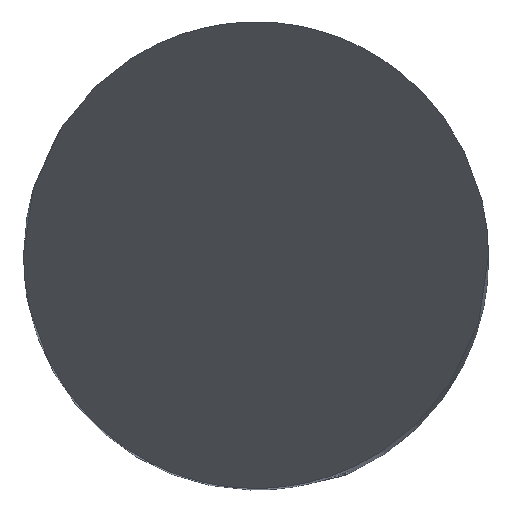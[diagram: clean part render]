
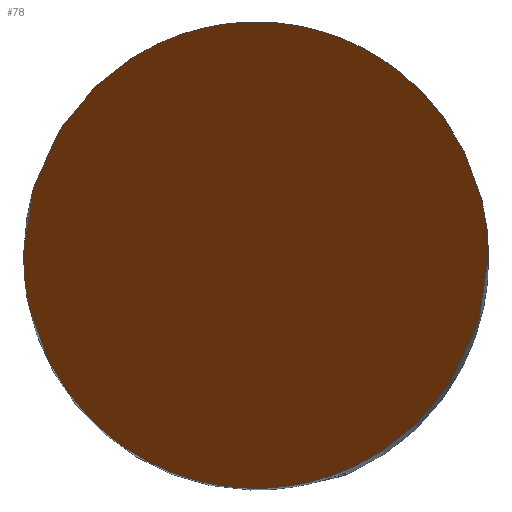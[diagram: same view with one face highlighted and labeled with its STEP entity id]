
A CAD part, top view. The second image highlights one B-rep face of the part: STEP entity #78.
In plain terms, the highlighted planar face has unit normal (0, -0.866, 0.5).
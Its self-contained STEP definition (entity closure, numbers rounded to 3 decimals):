
#55=PLANE('',#563);
#78=ADVANCED_FACE('',(#116),#55,.F.);
#116=FACE_OUTER_BOUND('',#144,.T.);
#144=EDGE_LOOP('',(#287,#288));
#287=ORIENTED_EDGE('',*,*,#374,.F.);
#288=ORIENTED_EDGE('',*,*,#380,.F.);
#329=VERTEX_POINT('',#730);
#330=VERTEX_POINT('',#735);
#374=EDGE_CURVE('',#329,#330,#497,.T.);
#380=EDGE_CURVE('',#330,#329,#500,.T.);
#497=(
BOUNDED_CURVE()
B_SPLINE_CURVE(3,(#731,#732,#733,#734),.UNSPECIFIED.,.F.,.F.)
B_SPLINE_CURVE_WITH_KNOTS((4,4),(0.,1.),.UNSPECIFIED.)
CURVE()
GEOMETRIC_REPRESENTATION_ITEM()
RATIONAL_B_SPLINE_CURVE((1.,0.333,0.333,1.))
REPRESENTATION_ITEM('')
);
#500=(
BOUNDED_CURVE()
B_SPLINE_CURVE(3,(#758,#759,#760,#761),.UNSPECIFIED.,.F.,.F.)
B_SPLINE_CURVE_WITH_KNOTS((4,4),(0.,1.),.UNSPECIFIED.)
CURVE()
GEOMETRIC_REPRESENTATION_ITEM()
RATIONAL_B_SPLINE_CURVE((1.,0.333,0.333,1.))
REPRESENTATION_ITEM('')
);
#563=AXIS2_PLACEMENT_3D('',#998,#648,#649);
#648=DIRECTION('',(0.,0.866,-0.5));
#649=DIRECTION('',(0.,0.5,0.866));
#730=CARTESIAN_POINT('',(-3.5,0.,0.));
#731=CARTESIAN_POINT('',(-3.5,0.,0.));
#732=CARTESIAN_POINT('',(-3.5,7.,12.124));
#733=CARTESIAN_POINT('',(3.5,7.,12.124));
#734=CARTESIAN_POINT('',(3.5,0.,0.));
#735=CARTESIAN_POINT('',(3.5,0.,0.));
#758=CARTESIAN_POINT('',(3.5,0.,0.));
#759=CARTESIAN_POINT('',(3.5,-7.,-12.124));
#760=CARTESIAN_POINT('',(-3.5,-7.,-12.124));
#761=CARTESIAN_POINT('',(-3.5,0.,0.));
#998=CARTESIAN_POINT('',(3.5,-3.5,-6.062));
